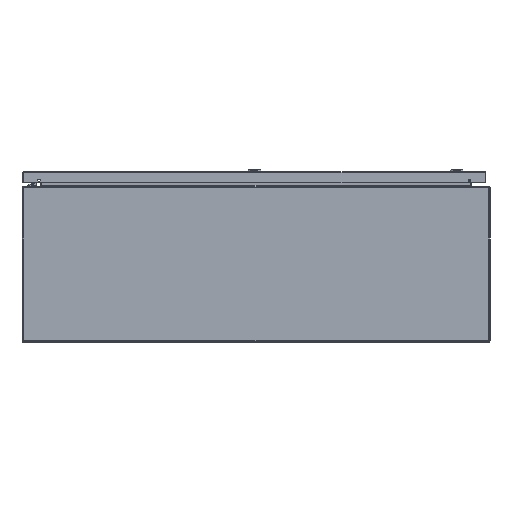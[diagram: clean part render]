
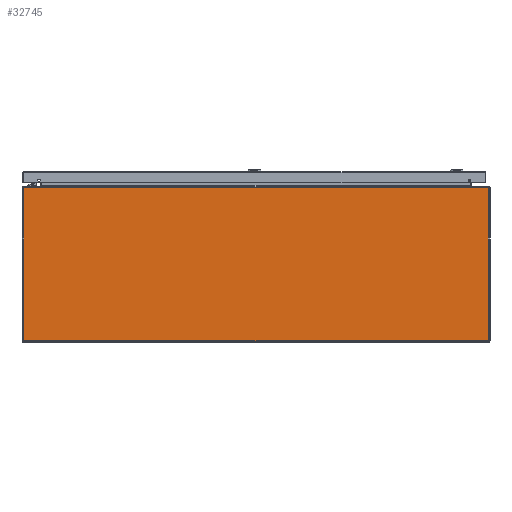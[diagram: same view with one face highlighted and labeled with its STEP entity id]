
A CAD part, front view. The second image highlights one B-rep face of the part: STEP entity #32745.
In plain terms, the highlighted planar face has unit normal (0, -1, 0).
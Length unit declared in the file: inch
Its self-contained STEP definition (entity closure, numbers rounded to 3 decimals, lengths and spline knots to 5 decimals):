
#665 = CARTESIAN_POINT ( 'NONE',  ( -17.88189, -30., -5.88189 ) ) ;
#2348 = DIRECTION ( 'NONE',  ( 0., 1., 0. ) ) ;
#2733 = CARTESIAN_POINT ( 'NONE',  ( 18., -30., -5.88189 ) ) ;
#7969 = VERTEX_POINT ( 'NONE', #59303 ) ;
#11649 = DIRECTION ( 'NONE',  ( -1., 0., 0. ) ) ;
#14162 = ORIENTED_EDGE ( 'NONE', *, *, #32126, .T. ) ;
#22818 = ORIENTED_EDGE ( 'NONE', *, *, #36251, .T. ) ;
#24882 = CARTESIAN_POINT ( 'NONE',  ( 17.88189, -30., 6. ) ) ;
#25721 = DIRECTION ( 'NONE',  ( 0., 0., -1. ) ) ;
#27968 = ORIENTED_EDGE ( 'NONE', *, *, #40035, .T. ) ;
#28533 = AXIS2_PLACEMENT_3D ( 'NONE', #77580, #2348, #59530 ) ;
#30378 = EDGE_LOOP ( 'NONE', ( #14162, #64184, #27968, #22818 ) ) ;
#31485 = LINE ( 'NONE', #56969, #78320 ) ;
#32126 = EDGE_CURVE ( 'NONE', #80626, #69879, #31485, .T. ) ;
#32745 = ADVANCED_FACE ( 'NONE', ( #78419 ), #71021, .F. ) ;
#36251 = EDGE_CURVE ( 'NONE', #7969, #80626, #40528, .T. ) ;
#37337 = VERTEX_POINT ( 'NONE', #49723 ) ;
#40035 = EDGE_CURVE ( 'NONE', #37337, #7969, #68470, .T. ) ;
#40528 = LINE ( 'NONE', #65598, #64868 ) ;
#40599 = DIRECTION ( 'NONE',  ( 1., 0., 0. ) ) ;
#40654 = CARTESIAN_POINT ( 'NONE',  ( -17.88189, -30., 5.88189 ) ) ;
#40956 = EDGE_CURVE ( 'NONE', #69879, #37337, #65668, .T. ) ;
#48246 = VECTOR ( 'NONE', #40599, 39.37008 ) ;
#49723 = CARTESIAN_POINT ( 'NONE',  ( 17.88189, -30., -5.88189 ) ) ;
#52181 = VECTOR ( 'NONE', #62713, 39.37008 ) ;
#56969 = CARTESIAN_POINT ( 'NONE',  ( -17.88189, -30., 6. ) ) ;
#59303 = CARTESIAN_POINT ( 'NONE',  ( 17.88189, -30., 5.88189 ) ) ;
#59530 = DIRECTION ( 'NONE',  ( 0., 0., 1. ) ) ;
#62713 = DIRECTION ( 'NONE',  ( 0., 0., 1. ) ) ;
#64184 = ORIENTED_EDGE ( 'NONE', *, *, #40956, .T. ) ;
#64868 = VECTOR ( 'NONE', #11649, 39.37008 ) ;
#65598 = CARTESIAN_POINT ( 'NONE',  ( -18., -30., 5.88189 ) ) ;
#65668 = LINE ( 'NONE', #2733, #48246 ) ;
#68470 = LINE ( 'NONE', #24882, #52181 ) ;
#69879 = VERTEX_POINT ( 'NONE', #665 ) ;
#71021 = PLANE ( 'NONE',  #28533 ) ;
#77580 = CARTESIAN_POINT ( 'NONE',  ( -18., -30., 6. ) ) ;
#78320 = VECTOR ( 'NONE', #25721, 39.37008 ) ;
#78419 = FACE_OUTER_BOUND ( 'NONE', #30378, .T. ) ;
#80626 = VERTEX_POINT ( 'NONE', #40654 ) ;
